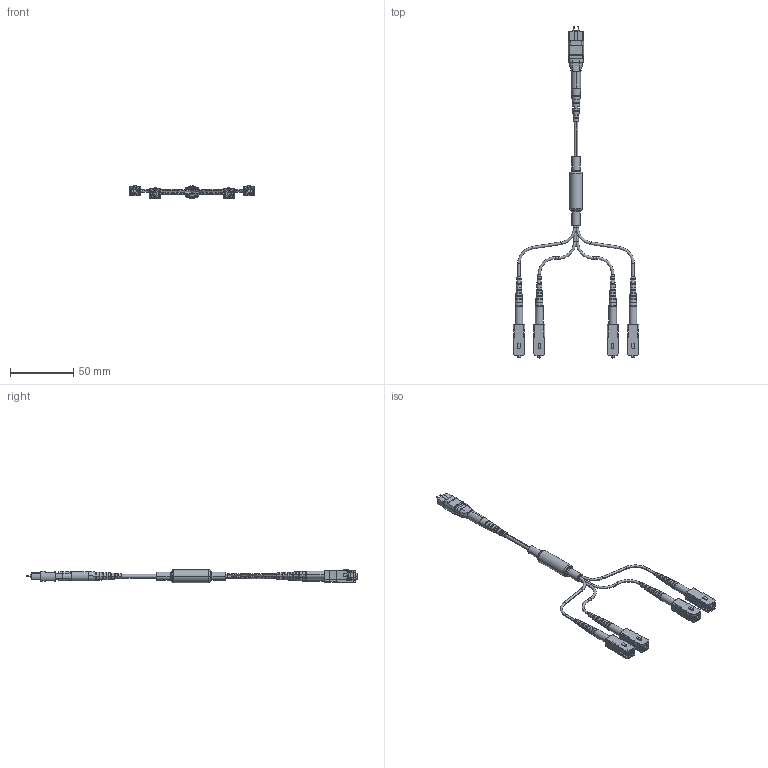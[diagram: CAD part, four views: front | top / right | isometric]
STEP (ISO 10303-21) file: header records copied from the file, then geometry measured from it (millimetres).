
FILE_DESCRIPTION (( 'STEP AP214' ), '1' );
FILE_NAME ('MPM12OM5-SCZ.STEP', '2019-03-27T18:47:43', ( '' ), ( '' ), 'SwSTEP 2.0', 'SolidWorks 2017', '' );
FILE_SCHEMA (( 'AUTOMOTIVE_DESIGN' ));
Length unit declared in the file: inch
Products named in the file (15): 1AF04-001-MA2; MPM12OM5-SCZ; MTPM06-ST-MA2_ROUND; 3AB04-010; 1AF04-001; MTPM06-ST-MA4_2mm Diameter; 3AB04-010-MA2; 1AF04-001-MA4; 1AF04-001-MA1; MTPROUND-MA2; MTPROUND-MA1_Male KEY UP; 1AF04-001-MA3; 1AF04-001-MA5; 3AB04-010-MA1; MTPM06-ST-MA3_2mm Diameter
Assembly tree (19 placements, depth 4):
  MPM12OM5-SCZ
    MTPROUND-MA1_Male KEY UP
      MTPM06-ST-MA2_ROUND
      MTPM06-ST-MA3_2mm Diameter  x2
      MTPM06-ST-MA4_2mm Diameter  x2
      MTPROUND-MA2
      3AB04-010
        3AB04-010-MA1
        3AB04-010-MA2
    1AF04-001  x4
      1AF04-001-MA2
      1AF04-001-MA1
      1AF04-001-MA3
      1AF04-001-MA4
      1AF04-001-MA5
Bounding box: 98.82 x 261.54 x 10.54 mm (x, y, z)
Volume: 13441.9 mm3; surface area: 22284.3 mm2
Topology: 28 solids, 28 shells, 1244 faces, 3654 edges, 2372 vertices
Faces by surface type: plane 964, cylinder 180, cone 64, torus 28, bspline 8
Entity records: 17220 total; most frequent: CARTESIAN_POINT 3904, ORIENTED_EDGE 2508, DIRECTION 2398, EDGE_CURVE 1254, AXIS2_PLACEMENT_3D 854, VERTEX_POINT 812, LINE 690, VECTOR 690
